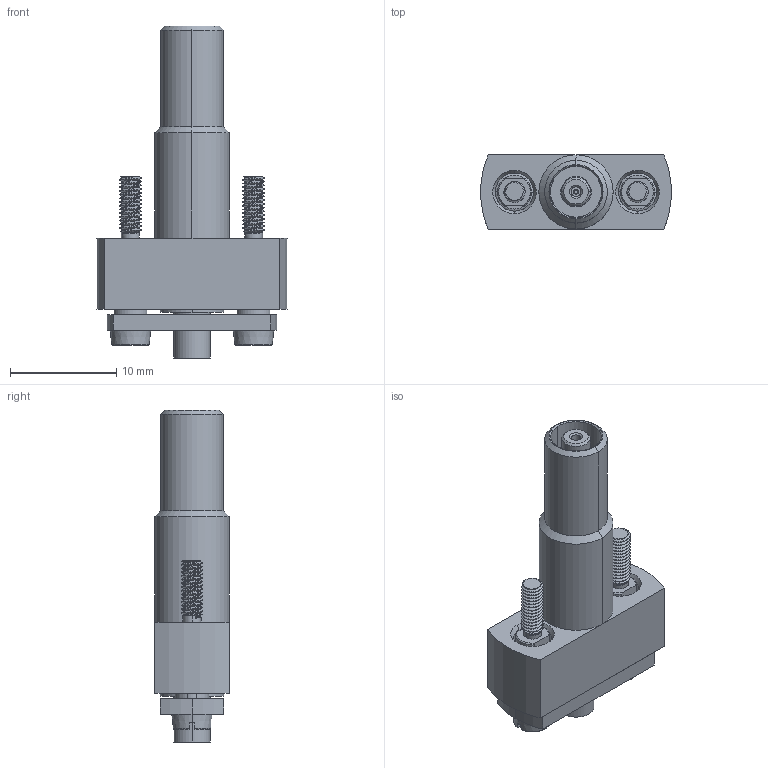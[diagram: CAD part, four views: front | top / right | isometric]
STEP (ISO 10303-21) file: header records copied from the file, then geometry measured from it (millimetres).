
FILE_DESCRIPTION (( 'STEP AP214' ), '1' );
FILE_NAME ('MOD-1105444-HF77-0001BG01-2~-a.STEP', '2023-09-07T11:05:00', ( '' ), ( '' ), 'SwSTEP 2.0', 'SolidWorks 2020', '' );
FILE_SCHEMA (( 'AUTOMOTIVE_DESIGN' ));
Length unit declared in the file: millimetre
Products named in the file (1): MOD-1105444-HF77-0001BG01-2~-a
Bounding box: 17.94 x 7 x 31.3 mm (x, y, z)
Volume: 1607.1 mm3; surface area: 1879.3 mm2
Topology: 1 solids, 8 shells, 340 faces, 836 edges, 524 vertices
Faces by surface type: cylinder 169, plane 73, cone 70, torus 20, bspline 6, sphere 2
Entity records: 17072 total; most frequent: CARTESIAN_POINT 6437, DIRECTION 1676, ORIENTED_EDGE 1664, EDGE_CURVE 832, AXIS2_PLACEMENT_3D 683, VERTEX_POINT 524, EDGE_LOOP 374, CIRCLE 348
